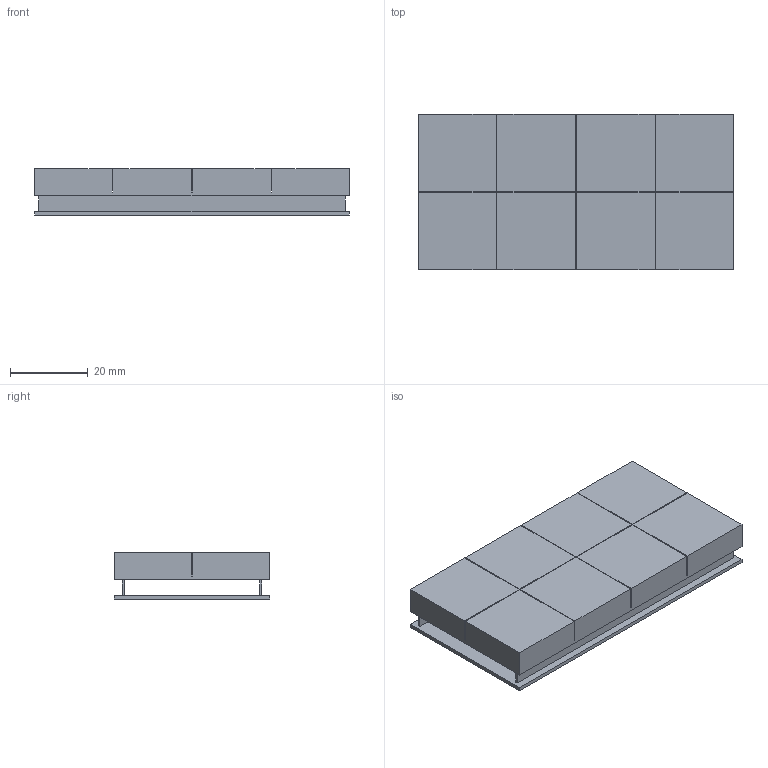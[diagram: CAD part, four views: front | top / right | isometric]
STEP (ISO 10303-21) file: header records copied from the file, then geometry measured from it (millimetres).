
FILE_DESCRIPTION(/* description */ (''),/* implementation_level */ '2;1');
FILE_NAME(/* name */ 'display-unit.stp',/* time_stamp */ '2024-04-22T22:04:19+08:00',/* author */ ('Toby'),/* organization */ (''),/* preprocessor_version */ 'ST-DEVELOPER v18.1',/* originating_system */ 'Autodesk Inventor 2021',/* authorisation */ '');
FILE_SCHEMA (('AUTOMOTIVE_DESIGN { 1 0 10303 214 3 1 1 }'));
Length unit declared in the file: millimetre
Products named in the file (1): display-unit
Bounding box: 81 x 40 x 12 mm (x, y, z)
Volume: 25793.1 mm3; surface area: 18101.5 mm2
Topology: 1 solids, 1 shells, 68 faces, 219 edges, 148 vertices
Faces by surface type: plane 57, cylinder 9, cone 2
Full cylindrical faces by diameter (mm): 2 x9
Entity records: 2498 total; most frequent: CARTESIAN_POINT 440, ORIENTED_EDGE 438, DIRECTION 395, EDGE_CURVE 219, LINE 177, VECTOR 177, VERTEX_POINT 148, AXIS2_PLACEMENT_3D 109
